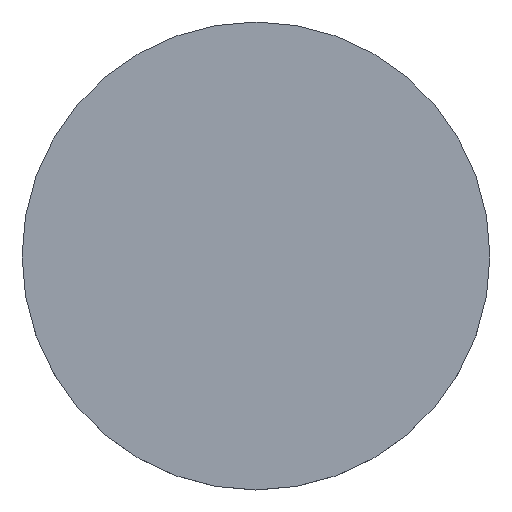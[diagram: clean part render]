
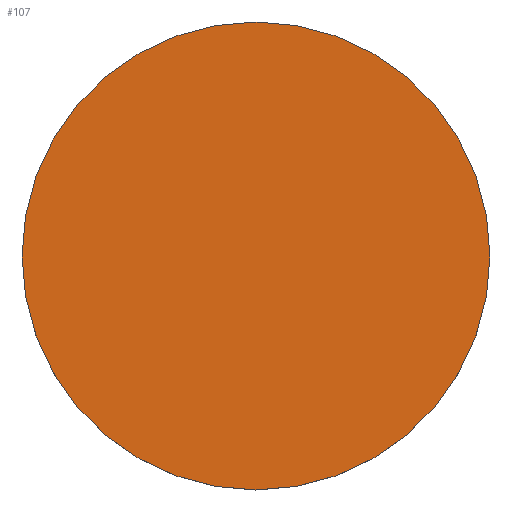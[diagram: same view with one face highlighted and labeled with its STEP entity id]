
A CAD part, top view. The second image highlights one B-rep face of the part: STEP entity #107.
In plain terms, the highlighted planar face has unit normal (0, 0, 1).
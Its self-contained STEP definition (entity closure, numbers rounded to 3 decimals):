
#35 = AXIS2_PLACEMENT_3D ( 'NONE', #154, #76, #206 ) ;
#39 = DIRECTION ( 'NONE',  ( 1., 0., 0. ) ) ;
#41 = FACE_OUTER_BOUND ( 'NONE', #96, .T. ) ;
#45 = VERTEX_POINT ( 'NONE', #87 ) ;
#53 = CARTESIAN_POINT ( 'NONE',  ( 0., 52.02, 10.4 ) ) ;
#57 = AXIS2_PLACEMENT_3D ( 'NONE', #53, #223, #75 ) ;
#75 = DIRECTION ( 'NONE',  ( 1., 0., 0. ) ) ;
#76 = DIRECTION ( 'NONE',  ( 0., 0., -1. ) ) ;
#87 = CARTESIAN_POINT ( 'NONE',  ( -25.4, 0., 10.4 ) ) ;
#96 = EDGE_LOOP ( 'NONE', ( #185, #234 ) ) ;
#107 = ADVANCED_FACE ( 'NONE', ( #41 ), #199, .T. ) ;
#113 = CARTESIAN_POINT ( 'NONE',  ( 25.4, 0., 10.4 ) ) ;
#151 = EDGE_CURVE ( 'NONE', #45, #182, #156, .T. ) ;
#154 = CARTESIAN_POINT ( 'NONE',  ( 0., 0., 10.4 ) ) ;
#156 = CIRCLE ( 'NONE', #207, 25.4 ) ;
#182 = VERTEX_POINT ( 'NONE', #113 ) ;
#183 = DIRECTION ( 'NONE',  ( 0., 0., -1. ) ) ;
#185 = ORIENTED_EDGE ( 'NONE', *, *, #214, .F. ) ;
#199 = PLANE ( 'NONE',  #57 ) ;
#202 = CARTESIAN_POINT ( 'NONE',  ( 0., 0., 10.4 ) ) ;
#206 = DIRECTION ( 'NONE',  ( 1., 0., 0. ) ) ;
#207 = AXIS2_PLACEMENT_3D ( 'NONE', #202, #183, #39 ) ;
#214 = EDGE_CURVE ( 'NONE', #182, #45, #217, .T. ) ;
#217 = CIRCLE ( 'NONE', #35, 25.4 ) ;
#223 = DIRECTION ( 'NONE',  ( 0., 0., 1. ) ) ;
#234 = ORIENTED_EDGE ( 'NONE', *, *, #151, .F. ) ;
